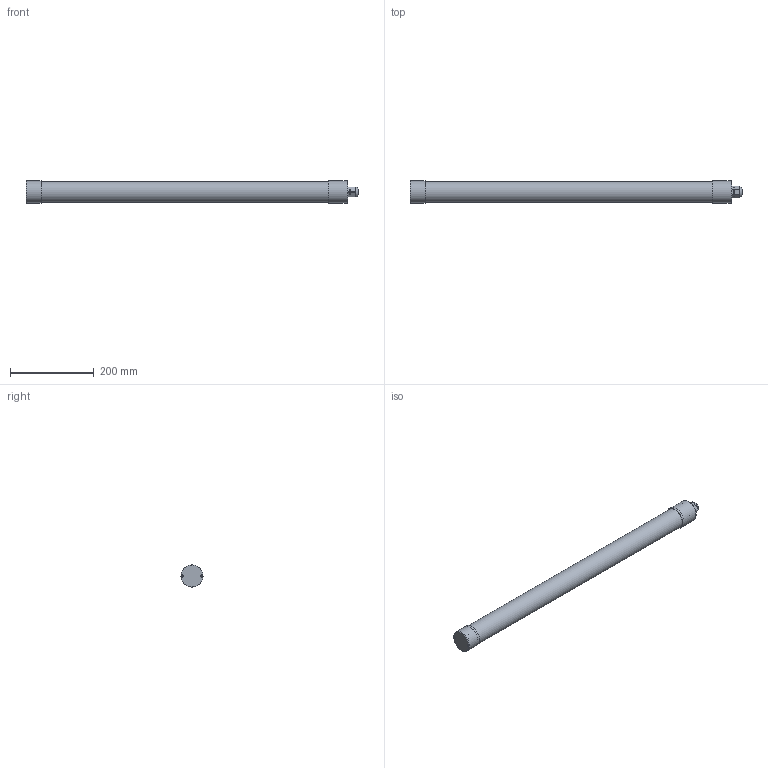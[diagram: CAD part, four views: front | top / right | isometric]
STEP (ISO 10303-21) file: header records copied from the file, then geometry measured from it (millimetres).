
FILE_DESCRIPTION(/* description */ (''),/* implementation_level */ '2;1');
FILE_NAME(/* name */ 'KE-LED-EX 5024.stp',/* time_stamp */ '2025-05-21T12:02:46+02:00',/* author */ ('stree'),/* organization */ (''),/* preprocessor_version */ 'ST-DEVELOPER v20.1',/* originating_system */ 'Autodesk Inventor 2026',/* authorisation */ '');
FILE_SCHEMA (('AUTOMOTIVE_DESIGN { 1 0 10303 214 3 1 1 }'));
Length unit declared in the file: millimetre
Products named in the file (6): KE-LED-EX 5024 Baugruppe; KE-LED-EX 5024 Platine; KE-LED-EX 4003 Rohr; KE-LED-EX 4003 Verschraubung Oben; KE-LED-EX 4003 Verschraubung Unten; Kabelverschraubung M20
Assembly tree (5 placements, depth 2):
  KE-LED-EX 5024 Baugruppe
    KE-LED-EX 5024 Platine
    KE-LED-EX 4003 Rohr
    KE-LED-EX 4003 Verschraubung Oben
    KE-LED-EX 4003 Verschraubung Unten
    Kabelverschraubung M20
Bounding box: 795 x 53 x 53 mm (x, y, z)
Volume: 910626.8 mm3; surface area: 359761.2 mm2
Topology: 5 solids, 6 shells, 171 faces, 314 edges, 201 vertices
Faces by surface type: plane 82, cylinder 62, torus 24, cone 2, bspline 1
Full cylindrical faces by diameter (mm): 3 x24, 5.3 x4, 10 x1, 15 x1, 18 x1, 20 x2, 21 x1, 41 x2, 42 x1, 48 x4, 49 x4, 50 x1, 50.5 x2, 53 x2
Entity records: 4633 total; most frequent: DIRECTION 854, CARTESIAN_POINT 723, ORIENTED_EDGE 628, AXIS2_PLACEMENT_3D 359, EDGE_CURVE 314, EDGE_LOOP 225, VERTEX_POINT 201, CIRCLE 178
